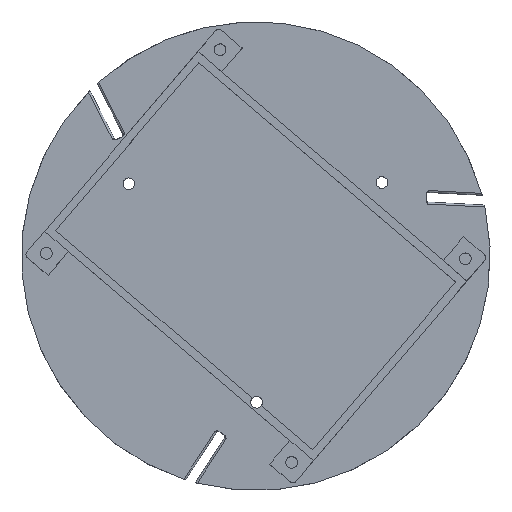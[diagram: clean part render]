
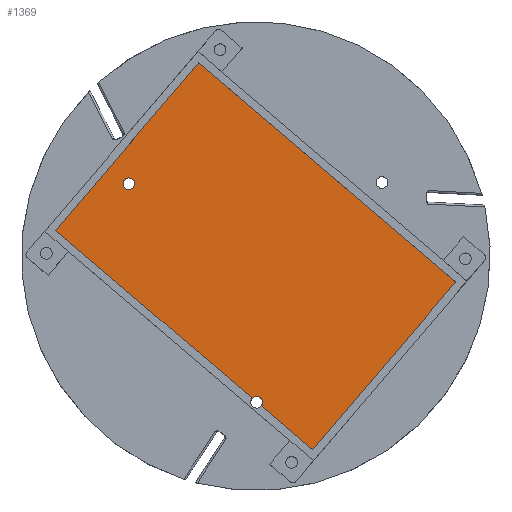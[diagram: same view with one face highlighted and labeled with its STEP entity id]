
A CAD part, top view. The second image highlights one B-rep face of the part: STEP entity #1369.
In plain terms, the highlighted planar face has unit normal (0, 0, 1).
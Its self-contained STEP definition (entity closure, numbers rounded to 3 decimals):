
#32=FACE_BOUND('',#407,.T.);
#54=LINE('',#2031,#179);
#55=LINE('',#2034,#180);
#58=LINE('',#2040,#183);
#59=LINE('',#2042,#184);
#60=LINE('',#2043,#185);
#179=VECTOR('',#1653,10.);
#180=VECTOR('',#1656,10.);
#183=VECTOR('',#1661,10.);
#184=VECTOR('',#1662,10.);
#185=VECTOR('',#1663,10.);
#332=FACE_OUTER_BOUND('',#406,.T.);
#406=EDGE_LOOP('',(#899,#900,#901,#902,#903,#904));
#407=EDGE_LOOP('',(#905));
#491=CIRCLE('',#1473,1.5);
#495=CIRCLE('',#1478,1.5);
#548=VERTEX_POINT('',#2011);
#549=VERTEX_POINT('',#2013);
#553=VERTEX_POINT('',#2023);
#555=VERTEX_POINT('',#2029);
#556=VERTEX_POINT('',#2033);
#558=VERTEX_POINT('',#2039);
#559=VERTEX_POINT('',#2041);
#680=EDGE_CURVE('',#549,#548,#491,.T.);
#686=EDGE_CURVE('',#553,#553,#495,.T.);
#689=EDGE_CURVE('',#548,#555,#54,.T.);
#690=EDGE_CURVE('',#556,#549,#55,.T.);
#693=EDGE_CURVE('',#555,#558,#58,.T.);
#694=EDGE_CURVE('',#558,#559,#59,.T.);
#695=EDGE_CURVE('',#559,#556,#60,.T.);
#899=ORIENTED_EDGE('',*,*,#680,.T.);
#900=ORIENTED_EDGE('',*,*,#689,.T.);
#901=ORIENTED_EDGE('',*,*,#693,.T.);
#902=ORIENTED_EDGE('',*,*,#694,.T.);
#903=ORIENTED_EDGE('',*,*,#695,.T.);
#904=ORIENTED_EDGE('',*,*,#690,.T.);
#905=ORIENTED_EDGE('',*,*,#686,.T.);
#1245=PLANE('',#1481);
#1369=ADVANCED_FACE('',(#332,#32),#1245,.T.);
#1473=AXIS2_PLACEMENT_3D('',#2014,#1635,#1636);
#1478=AXIS2_PLACEMENT_3D('',#2025,#1647,#1648);
#1481=AXIS2_PLACEMENT_3D('',#2038,#1659,#1660);
#1635=DIRECTION('center_axis',(0.,0.,-1.));
#1636=DIRECTION('ref_axis',(1.,0.,0.));
#1647=DIRECTION('center_axis',(0.,0.,-1.));
#1648=DIRECTION('ref_axis',(1.,0.,0.));
#1653=DIRECTION('',(0.761,-0.649,0.));
#1656=DIRECTION('',(0.761,-0.649,0.));
#1659=DIRECTION('center_axis',(0.,0.,1.));
#1660=DIRECTION('ref_axis',(1.,0.,0.));
#1661=DIRECTION('',(0.649,0.761,0.));
#1662=DIRECTION('',(-0.761,0.649,0.));
#1663=DIRECTION('',(-0.649,-0.761,0.));
#2011=CARTESIAN_POINT('',(1.381,-38.307,3.));
#2013=CARTESIAN_POINT('',(-0.898,-36.364,3.));
#2014=CARTESIAN_POINT('Origin',(0.188,-37.399,3.));
#2023=CARTESIAN_POINT('',(-33.982,18.537,3.));
#2025=CARTESIAN_POINT('Origin',(-32.482,18.537,3.));
#2029=CARTESIAN_POINT('',(14.575,-49.56,3.));
#2031=CARTESIAN_POINT('',(-34.785,-7.461,3.));
#2033=CARTESIAN_POINT('',(-51.239,6.571,3.));
#2034=CARTESIAN_POINT('',(-34.785,-7.461,3.));
#2038=CARTESIAN_POINT('Origin',(0.,0.,
3.));
#2039=CARTESIAN_POINT('',(51.239,-6.571,3.));
#2040=CARTESIAN_POINT('',(23.741,-38.813,3.));
#2041=CARTESIAN_POINT('',(-14.575,49.56,3.));
#2042=CARTESIAN_POINT('',(34.785,7.461,3.));
#2043=CARTESIAN_POINT('',(-23.741,38.813,3.));
